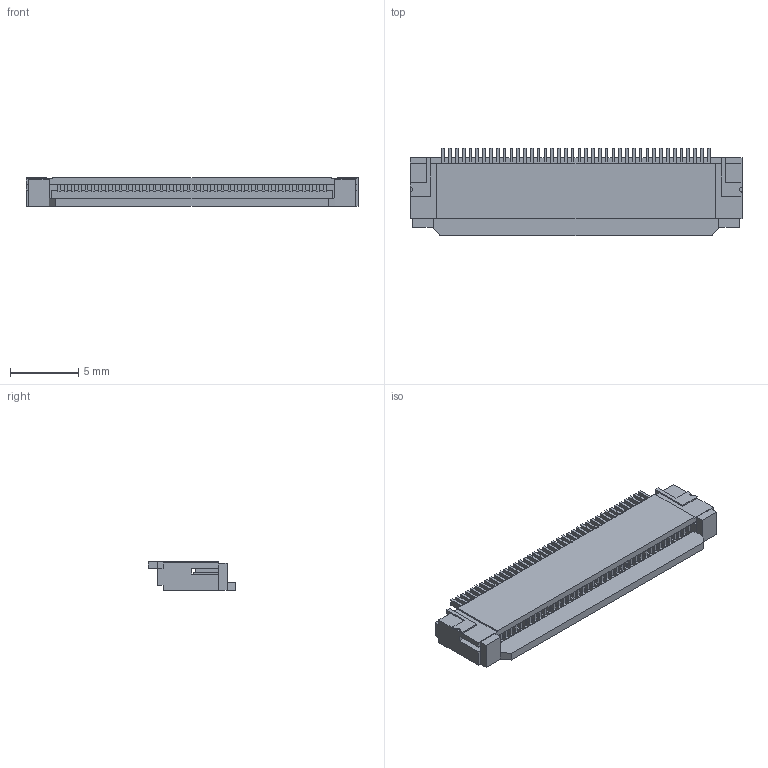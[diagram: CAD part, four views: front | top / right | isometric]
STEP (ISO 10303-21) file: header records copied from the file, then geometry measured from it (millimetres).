
FILE_DESCRIPTION(/* description */ (''),/* implementation_level */ '2;1');
FILE_NAME(/* name */ 'FPC24.step',/* time_stamp */ '2021-12-09T21:54:20+08:00',/* author */ (''),/* organization */ (''),/* preprocessor_version */ 'ST-DEVELOPER v18.1',/* originating_system */ 'Autodesk Translation Framework v10.10.0.1391',/* authorisation */ '');
FILE_SCHEMA (('AUTOMOTIVE_DESIGN { 1 0 10303 214 3 1 1 }'));
Length unit declared in the file: millimetre
Products named in the file (1): Peça2.f3d 
Bounding box: 24.4 x 6.45 x 2.13 mm (x, y, z)
Volume: 202.3 mm3; surface area: 788 mm2
Topology: 44 solids, 44 shells, 1100 faces, 2672 edges, 1780 vertices
Faces by surface type: plane 1096, cylinder 4
Entity records: 32093 total; most frequent: CARTESIAN_POINT 5553, ORIENTED_EDGE 5344, DIRECTION 4882, EDGE_CURVE 2672, LINE 2664, VECTOR 2664, VERTEX_POINT 1780, EDGE_LOOP 1220
